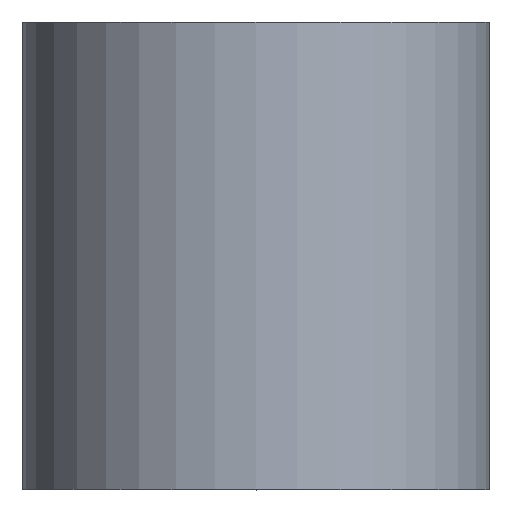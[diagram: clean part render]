
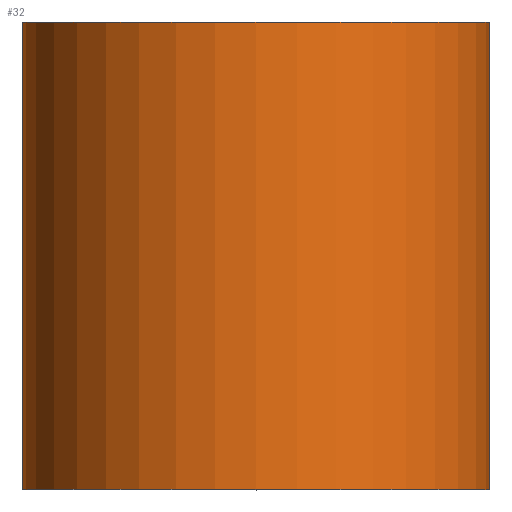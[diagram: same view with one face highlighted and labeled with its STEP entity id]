
A CAD part, top view. The second image highlights one B-rep face of the part: STEP entity #32.
In plain terms, the highlighted cylindrical face has radius 10 mm (diameter 20 mm), a full revolution.
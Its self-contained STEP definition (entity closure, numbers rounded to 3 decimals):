
#32 = ADVANCED_FACE( '', ( #63, #64 ), #65, .T. );
#63 = FACE_OUTER_BOUND( '', #92, .T. );
#64 = FACE_OUTER_BOUND( '', #93, .T. );
#65 = CYLINDRICAL_SURFACE( '', #94, 10. );
#92 = EDGE_LOOP( '', ( #117 ) );
#93 = EDGE_LOOP( '', ( #118 ) );
#94 = AXIS2_PLACEMENT_3D( '', #119, #120, #121 );
#117 = ORIENTED_EDGE( '', *, *, #148, .F. );
#118 = ORIENTED_EDGE( '', *, *, #149, .T. );
#119 = CARTESIAN_POINT( '', ( 0., 0., 0. ) );
#120 = DIRECTION( '', ( 0., 1., 0. ) );
#121 = DIRECTION( '', ( 0., 0., -1. ) );
#148 = EDGE_CURVE( '', #161, #161, #162, .T. );
#149 = EDGE_CURVE( '', #163, #163, #164, .T. );
#161 = VERTEX_POINT( '', #177 );
#162 = CIRCLE( '', #178, 10. );
#163 = VERTEX_POINT( '', #179 );
#164 = CIRCLE( '', #180, 10. );
#177 = CARTESIAN_POINT( '', ( 0., 0., -10. ) );
#178 = AXIS2_PLACEMENT_3D( '', #193, #194, #195 );
#179 = CARTESIAN_POINT( '', ( 0., 20., -10. ) );
#180 = AXIS2_PLACEMENT_3D( '', #196, #197, #198 );
#193 = CARTESIAN_POINT( '', ( 0., 0., 0. ) );
#194 = DIRECTION( '', ( 0., -1., 0. ) );
#195 = DIRECTION( '', ( 0., 0., -1. ) );
#196 = CARTESIAN_POINT( '', ( 0., 20., 0. ) );
#197 = DIRECTION( '', ( 0., -1., 0. ) );
#198 = DIRECTION( '', ( 0., 0., -1. ) );
